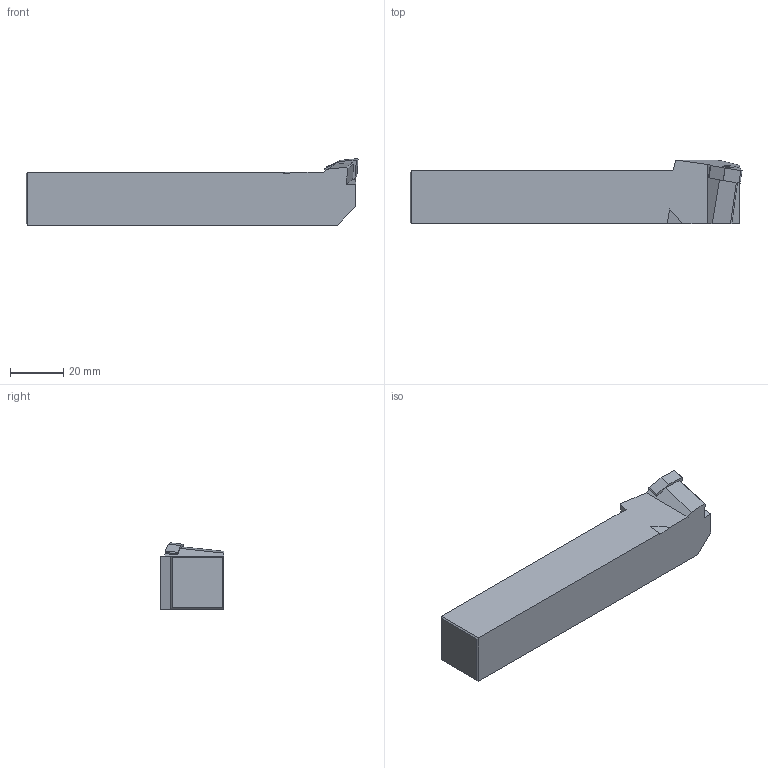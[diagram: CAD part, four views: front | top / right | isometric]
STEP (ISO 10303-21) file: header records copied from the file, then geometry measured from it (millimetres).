
FILE_DESCRIPTION((''),'2;1');
FILE_NAME('7054312000_ASM','2020-11-11T15:58:07',('schmidtst'),(''),'CREO PARAMETRIC BY PTC INC, 2020053','CREO PARAMETRIC BY PTC INC, 2020053','');
FILE_SCHEMA(('AP242_MANAGED_MODEL_BASED_3D_ENGINEERING_MIM_LF { 1 0 10303 442 1 1 4 }'));
Length unit declared in the file: millimetre
Products named in the file (3): 7054312000NC; 7054312000C; 7054312000_ASM
Assembly tree (2 placements, depth 2):
  7054312000_ASM
    7054312000NC
    7054312000C
Bounding box: 125 x 24 x 25 mm (x, y, z)
Volume: 51015.1 mm3; surface area: 11325.7 mm2
Topology: 2 solids, 2 shells, 45 faces, 149 edges, 110 vertices
Faces by surface type: plane 33, cylinder 8, cone 4
Entity records: 3065 total; most frequent: DIRECTION 349, CARTESIAN_POINT 325, ORIENTED_EDGE 230, PRESENTATION_STYLE_ASSIGNMENT 172, STYLED_ITEM 172, CURVE_STYLE 169, VECTOR 133, LINE 133
